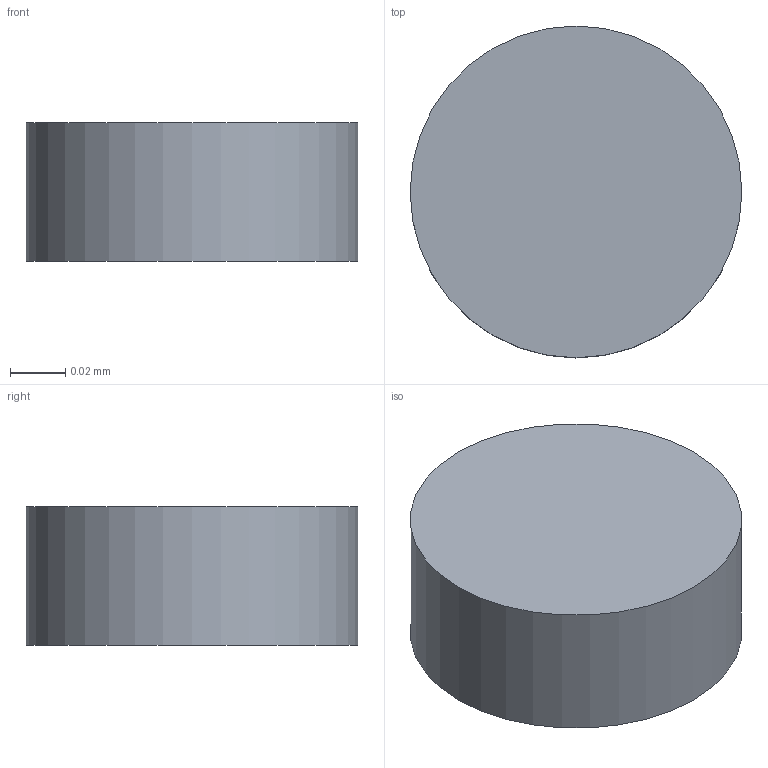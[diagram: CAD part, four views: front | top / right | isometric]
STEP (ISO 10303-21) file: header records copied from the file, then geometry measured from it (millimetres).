
FILE_DESCRIPTION(/* description */ (''),/* implementation_level */ '2;1');
FILE_NAME(/* name */ 'A0001.stp',/* time_stamp */ '2025-02-28T13:00:00+08:00',/* author */ (''),/* organization */ (''),/* preprocessor_version */ 'ST-DEVELOPER v16.7',/* originating_system */ 'SIEMENS PLM Software NX 12.0',/* authorisation */ '');
FILE_SCHEMA (('AP203_CONFIGURATION_CONTROLLED_3D_DESIGN_OF_MECHANICAL_PARTS_AND_ASSEMBLIES_MIM_LF { 1 0 10303 403 2 1 2}'));
Length unit declared in the file: millimetre
Products named in the file (1): WIN12E000E14dmut
Bounding box: 0.12 x 0.12 x 0.05 mm (x, y, z)
Volume: 0 mm3; surface area: 0 mm2
Topology: 1 solids, 1 shells, 3 faces, 3 edges, 2 vertices
Faces by surface type: plane 2, cylinder 1
Full cylindrical faces by diameter (mm): 0.12 x1
Entity records: 156 total; most frequent: DIRECTION 12, CARTESIAN_POINT 8, PERSON_AND_ORGANIZATION 7, ORGANIZATION 7, AXIS2_PLACEMENT_3D 6, DATE_AND_TIME 5, LOCAL_TIME 5, COORDINATED_UNIVERSAL_TIME_OFFSET 5
